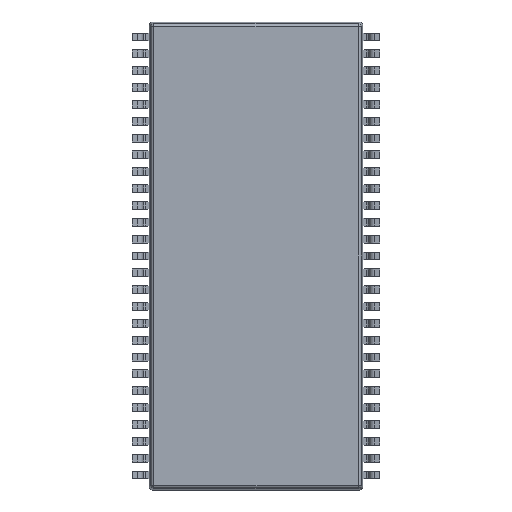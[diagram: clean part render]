
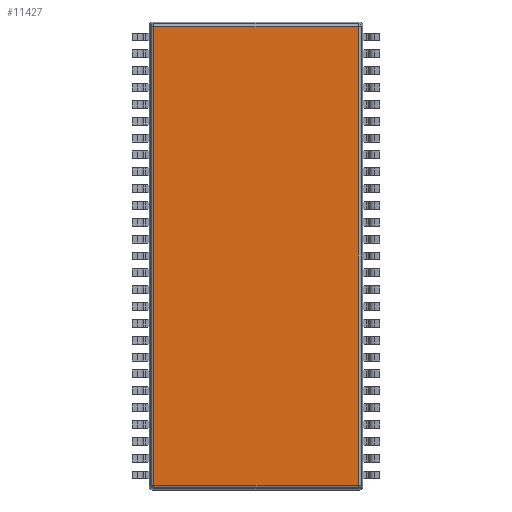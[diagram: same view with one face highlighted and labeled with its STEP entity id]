
A CAD part, front view. The second image highlights one B-rep face of the part: STEP entity #11427.
In plain terms, the highlighted planar face has unit normal (0, -1, 0).
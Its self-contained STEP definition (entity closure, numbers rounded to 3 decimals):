
#838 = DIRECTION ( 'NONE',  ( 0., -1., 0. ) ) ;
#1396 = LINE ( 'NONE', #17046, #21773 ) ;
#2108 = EDGE_LOOP ( 'NONE', ( #19892, #5401, #2665, #17560 ) ) ;
#2236 = CARTESIAN_POINT ( 'NONE',  ( -4.971, 0.15, 10.875 ) ) ;
#2665 = ORIENTED_EDGE ( 'NONE', *, *, #3877, .T. ) ;
#2769 = VERTEX_POINT ( 'NONE', #7081 ) ;
#3305 = EDGE_CURVE ( 'NONE', #15042, #2769, #19518, .T. ) ;
#3626 = DIRECTION ( 'NONE',  ( 0., 0., 1. ) ) ;
#3877 = EDGE_CURVE ( 'NONE', #8335, #12134, #1396, .T. ) ;
#5401 = ORIENTED_EDGE ( 'NONE', *, *, #9447, .T. ) ;
#5528 = LINE ( 'NONE', #21197, #10360 ) ;
#6969 = CARTESIAN_POINT ( 'NONE',  ( -4.845, 0.15, -11.001 ) ) ;
#7081 = CARTESIAN_POINT ( 'NONE',  ( -4.845, 0.15, 10.875 ) ) ;
#8335 = VERTEX_POINT ( 'NONE', #14799 ) ;
#9447 = EDGE_CURVE ( 'NONE', #2769, #8335, #16446, .T. ) ;
#10360 = VECTOR ( 'NONE', #3626, 1000. ) ;
#11427 = ADVANCED_FACE ( 'NONE', ( #20030 ), #23455, .T. ) ;
#12134 = VERTEX_POINT ( 'NONE', #24707 ) ;
#13850 = DIRECTION ( 'NONE',  ( -1., 0., 0. ) ) ;
#14799 = CARTESIAN_POINT ( 'NONE',  ( -4.845, 0.15, -10.875 ) ) ;
#15042 = VERTEX_POINT ( 'NONE', #21851 ) ;
#16244 = AXIS2_PLACEMENT_3D ( 'NONE', #21568, #838, #23343 ) ;
#16446 = LINE ( 'NONE', #6969, #20692 ) ;
#16809 = DIRECTION ( 'NONE',  ( 1., 0., 0. ) ) ;
#16920 = VECTOR ( 'NONE', #13850, 1000. ) ;
#17046 = CARTESIAN_POINT ( 'NONE',  ( 4.971, 0.15, -10.875 ) ) ;
#17560 = ORIENTED_EDGE ( 'NONE', *, *, #20306, .T. ) ;
#18703 = DIRECTION ( 'NONE',  ( 0., 0., -1. ) ) ;
#19518 = LINE ( 'NONE', #2236, #16920 ) ;
#19892 = ORIENTED_EDGE ( 'NONE', *, *, #3305, .T. ) ;
#20030 = FACE_OUTER_BOUND ( 'NONE', #2108, .T. ) ;
#20306 = EDGE_CURVE ( 'NONE', #12134, #15042, #5528, .T. ) ;
#20692 = VECTOR ( 'NONE', #18703, 1000. ) ;
#21197 = CARTESIAN_POINT ( 'NONE',  ( 4.845, 0.15, 11.001 ) ) ;
#21568 = CARTESIAN_POINT ( 'NONE',  ( 0., 0.15, 0. ) ) ;
#21773 = VECTOR ( 'NONE', #16809, 1000. ) ;
#21851 = CARTESIAN_POINT ( 'NONE',  ( 4.845, 0.15, 10.875 ) ) ;
#23343 = DIRECTION ( 'NONE',  ( 0., 0., -1. ) ) ;
#23455 = PLANE ( 'NONE',  #16244 ) ;
#24707 = CARTESIAN_POINT ( 'NONE',  ( 4.845, 0.15, -10.875 ) ) ;
